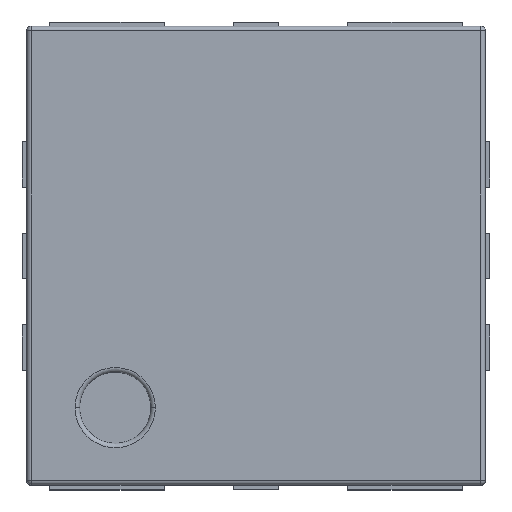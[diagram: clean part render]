
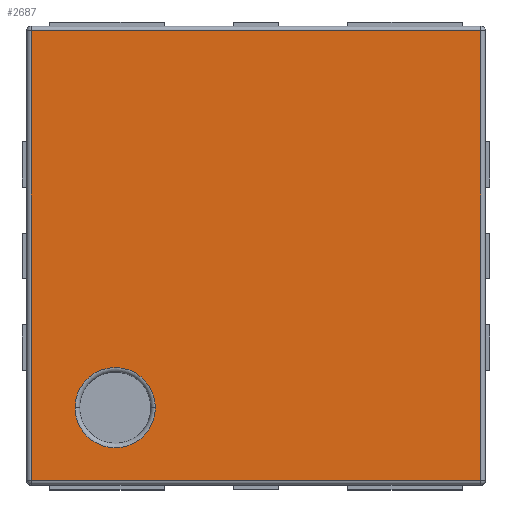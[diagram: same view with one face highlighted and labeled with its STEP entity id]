
A CAD part, top view. The second image highlights one B-rep face of the part: STEP entity #2687.
In plain terms, the highlighted planar face has unit normal (0, 0, 1).
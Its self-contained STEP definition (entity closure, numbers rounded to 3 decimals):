
#86 = CARTESIAN_POINT ( 'NONE',  ( 0.49, 0.5, 0.61 ) ) ;
#87 = CARTESIAN_POINT ( 'NONE',  ( -0.307, -0.332, 0.61 ) ) ;
#140 = CARTESIAN_POINT ( 'NONE',  ( 0.49, 0.49, 0.61 ) ) ;
#154 = DIRECTION ( 'NONE',  ( 0., 0., 1. ) ) ;
#175 = EDGE_CURVE ( 'NONE', #1699, #1512, #683, .T. ) ;
#206 = ORIENTED_EDGE ( 'NONE', *, *, #1491, .T. ) ;
#218 = LINE ( 'NONE', #413, #2106 ) ;
#243 = LINE ( 'NONE', #1868, #1507 ) ;
#284 = EDGE_CURVE ( 'NONE', #1720, #2948, #218, .T. ) ;
#347 = VECTOR ( 'NONE', #586, 1000. ) ;
#413 = CARTESIAN_POINT ( 'NONE',  ( -0.5, 0.49, 0.61 ) ) ;
#509 = VERTEX_POINT ( 'NONE', #2725 ) ;
#586 = DIRECTION ( 'NONE',  ( 0., 1., 0. ) ) ;
#603 = DIRECTION ( 'NONE',  ( 1., 0., 0. ) ) ;
#626 = EDGE_CURVE ( 'NONE', #1512, #1699, #2865, .T. ) ;
#646 = DIRECTION ( 'NONE',  ( -1., 0., 0. ) ) ;
#683 = CIRCLE ( 'NONE', #1478, 0.088 ) ;
#877 = CARTESIAN_POINT ( 'NONE',  ( -0.394, -0.332, 0.61 ) ) ;
#881 = EDGE_CURVE ( 'NONE', #1190, #509, #1810, .T. ) ;
#896 = CARTESIAN_POINT ( 'NONE',  ( 0., 0., 0.61 ) ) ;
#1013 = ORIENTED_EDGE ( 'NONE', *, *, #175, .T. ) ;
#1104 = DIRECTION ( 'NONE',  ( 1., 0., 0. ) ) ;
#1118 = EDGE_LOOP ( 'NONE', ( #1802, #1013 ) ) ;
#1148 = DIRECTION ( 'NONE',  ( 0., -1., 0. ) ) ;
#1190 = VERTEX_POINT ( 'NONE', #1315 ) ;
#1282 = DIRECTION ( 'NONE',  ( 0., 0., -1. ) ) ;
#1315 = CARTESIAN_POINT ( 'NONE',  ( -0.49, -0.49, 0.61 ) ) ;
#1381 = FACE_OUTER_BOUND ( 'NONE', #2758, .T. ) ;
#1478 = AXIS2_PLACEMENT_3D ( 'NONE', #2970, #1282, #603 ) ;
#1491 = EDGE_CURVE ( 'NONE', #2948, #1190, #243, .T. ) ;
#1507 = VECTOR ( 'NONE', #1148, 1000. ) ;
#1512 = VERTEX_POINT ( 'NONE', #2604 ) ;
#1580 = DIRECTION ( 'NONE',  ( 1., 0., 0. ) ) ;
#1582 = DIRECTION ( 'NONE',  ( 1., 0., 0. ) ) ;
#1699 = VERTEX_POINT ( 'NONE', #877 ) ;
#1720 = VERTEX_POINT ( 'NONE', #140 ) ;
#1761 = VECTOR ( 'NONE', #1104, 1000. ) ;
#1773 = CARTESIAN_POINT ( 'NONE',  ( 0.5, -0.49, 0.61 ) ) ;
#1802 = ORIENTED_EDGE ( 'NONE', *, *, #626, .T. ) ;
#1810 = LINE ( 'NONE', #1773, #1761 ) ;
#1868 = CARTESIAN_POINT ( 'NONE',  ( -0.49, -0.5, 0.61 ) ) ;
#2106 = VECTOR ( 'NONE', #646, 1000. ) ;
#2171 = ORIENTED_EDGE ( 'NONE', *, *, #2219, .T. ) ;
#2185 = ORIENTED_EDGE ( 'NONE', *, *, #881, .T. ) ;
#2219 = EDGE_CURVE ( 'NONE', #509, #1720, #2446, .T. ) ;
#2283 = AXIS2_PLACEMENT_3D ( 'NONE', #896, #154, #1580 ) ;
#2411 = CARTESIAN_POINT ( 'NONE',  ( -0.49, 0.49, 0.61 ) ) ;
#2446 = LINE ( 'NONE', #86, #347 ) ;
#2604 = CARTESIAN_POINT ( 'NONE',  ( -0.219, -0.332, 0.61 ) ) ;
#2686 = DIRECTION ( 'NONE',  ( 0., 0., -1. ) ) ;
#2687 = ADVANCED_FACE ( 'NONE', ( #2751, #1381 ), #2973, .T. ) ;
#2725 = CARTESIAN_POINT ( 'NONE',  ( 0.49, -0.49, 0.61 ) ) ;
#2739 = AXIS2_PLACEMENT_3D ( 'NONE', #87, #2686, #1582 ) ;
#2741 = ORIENTED_EDGE ( 'NONE', *, *, #284, .T. ) ;
#2751 = FACE_BOUND ( 'NONE', #1118, .T. ) ;
#2758 = EDGE_LOOP ( 'NONE', ( #206, #2185, #2171, #2741 ) ) ;
#2865 = CIRCLE ( 'NONE', #2739, 0.088 ) ;
#2948 = VERTEX_POINT ( 'NONE', #2411 ) ;
#2970 = CARTESIAN_POINT ( 'NONE',  ( -0.307, -0.332, 0.61 ) ) ;
#2973 = PLANE ( 'NONE',  #2283 ) ;
